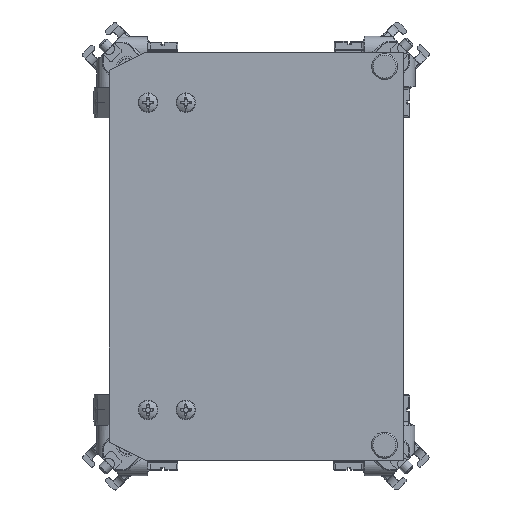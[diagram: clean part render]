
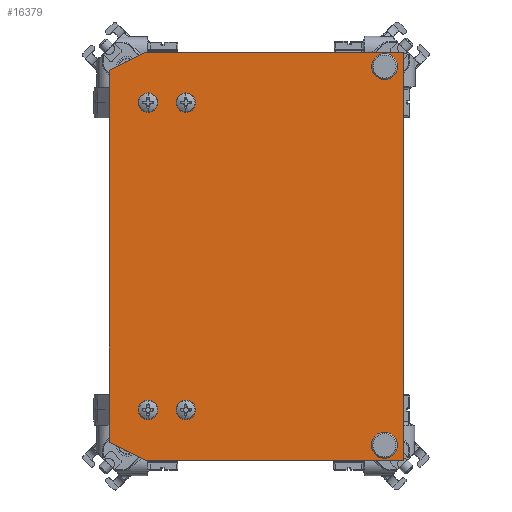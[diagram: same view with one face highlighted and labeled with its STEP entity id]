
A CAD part, top view. The second image highlights one B-rep face of the part: STEP entity #16379.
In plain terms, the highlighted planar face has unit normal (0, 0, 1).
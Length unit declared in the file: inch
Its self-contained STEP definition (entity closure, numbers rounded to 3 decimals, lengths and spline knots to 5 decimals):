
#15796=DIRECTION('',(0.,1.,0.));
#15797=VECTOR('',#15796,0.06253);
#15798=CARTESIAN_POINT('',(2.24373,-3.16127,0.));
#15799=LINE('',#15798,#15797);
#15800=CARTESIAN_POINT('',(2.12,-3.09873,0.));
#15801=DIRECTION('',(0.,0.,1.));
#15802=DIRECTION('',(1.,0.,0.));
#15803=AXIS2_PLACEMENT_3D('',#15800,#15801,#15802);
#15805=DIRECTION('',(0.,-1.,0.));
#15806=VECTOR('',#15805,0.06253);
#15807=CARTESIAN_POINT('',(1.99627,-3.09873,0.));
#15808=LINE('',#15807,#15806);
#15809=CARTESIAN_POINT('',(2.12,-3.16127,0.));
#15810=DIRECTION('',(0.,0.,1.));
#15811=DIRECTION('',(-1.,0.,0.));
#15812=AXIS2_PLACEMENT_3D('',#15809,#15810,#15811);
#15814=DIRECTION('',(0.,1.,0.));
#15815=VECTOR('',#15814,0.06253);
#15816=CARTESIAN_POINT('',(2.24373,3.08873,0.));
#15817=LINE('',#15816,#15815);
#15818=CARTESIAN_POINT('',(2.12,3.15127,0.));
#15819=DIRECTION('',(0.,0.,1.));
#15820=DIRECTION('',(1.,0.,0.));
#15821=AXIS2_PLACEMENT_3D('',#15818,#15819,#15820);
#15823=DIRECTION('',(0.,-1.,0.));
#15824=VECTOR('',#15823,0.06253);
#15825=CARTESIAN_POINT('',(1.99627,3.15127,0.));
#15826=LINE('',#15825,#15824);
#15827=CARTESIAN_POINT('',(2.12,3.08873,0.));
#15828=DIRECTION('',(0.,0.,1.));
#15829=DIRECTION('',(-1.,0.,0.));
#15830=AXIS2_PLACEMENT_3D('',#15827,#15828,#15829);
#15832=DIRECTION('',(0.,1.,0.));
#15833=VECTOR('',#15832,0.047);
#15834=CARTESIAN_POINT('',(-1.6885,-2.5535,0.));
#15835=LINE('',#15834,#15833);
#15836=CARTESIAN_POINT('',(-1.79,-2.5065,0.));
#15837=DIRECTION('',(0.,0.,1.));
#15838=DIRECTION('',(1.,0.,0.));
#15839=AXIS2_PLACEMENT_3D('',#15836,#15837,#15838);
#15841=DIRECTION('',(0.,-1.,0.));
#15842=VECTOR('',#15841,0.047);
#15843=CARTESIAN_POINT('',(-1.8915,-2.5065,0.));
#15844=LINE('',#15843,#15842);
#15845=CARTESIAN_POINT('',(-1.79,-2.5535,0.));
#15846=DIRECTION('',(0.,0.,1.));
#15847=DIRECTION('',(-1.,0.,0.));
#15848=AXIS2_PLACEMENT_3D('',#15845,#15846,#15847);
#15850=DIRECTION('',(0.,1.,0.));
#15851=VECTOR('',#15850,0.047);
#15852=CARTESIAN_POINT('',(-1.0635,-2.5535,0.));
#15853=LINE('',#15852,#15851);
#15854=CARTESIAN_POINT('',(-1.165,-2.5065,0.));
#15855=DIRECTION('',(0.,0.,1.));
#15856=DIRECTION('',(1.,0.,0.));
#15857=AXIS2_PLACEMENT_3D('',#15854,#15855,#15856);
#15859=DIRECTION('',(0.,-1.,0.));
#15860=VECTOR('',#15859,0.047);
#15861=CARTESIAN_POINT('',(-1.2665,-2.5065,0.));
#15862=LINE('',#15861,#15860);
#15863=CARTESIAN_POINT('',(-1.165,-2.5535,0.));
#15864=DIRECTION('',(0.,0.,1.));
#15865=DIRECTION('',(-1.,0.,0.));
#15866=AXIS2_PLACEMENT_3D('',#15863,#15864,#15865);
#15868=DIRECTION('',(0.,1.,0.));
#15869=VECTOR('',#15868,0.047);
#15870=CARTESIAN_POINT('',(-1.6885,2.5065,0.));
#15871=LINE('',#15870,#15869);
#15872=CARTESIAN_POINT('',(-1.79,2.5535,0.));
#15873=DIRECTION('',(0.,0.,1.));
#15874=DIRECTION('',(1.,0.,0.));
#15875=AXIS2_PLACEMENT_3D('',#15872,#15873,#15874);
#15877=DIRECTION('',(0.,-1.,0.));
#15878=VECTOR('',#15877,0.047);
#15879=CARTESIAN_POINT('',(-1.8915,2.5535,0.));
#15880=LINE('',#15879,#15878);
#15881=CARTESIAN_POINT('',(-1.79,2.5065,0.));
#15882=DIRECTION('',(0.,0.,1.));
#15883=DIRECTION('',(-1.,0.,0.));
#15884=AXIS2_PLACEMENT_3D('',#15881,#15882,#15883);
#15886=DIRECTION('',(0.,1.,0.));
#15887=VECTOR('',#15886,0.047);
#15888=CARTESIAN_POINT('',(-1.0635,2.5065,0.));
#15889=LINE('',#15888,#15887);
#15890=CARTESIAN_POINT('',(-1.165,2.5535,0.));
#15891=DIRECTION('',(0.,0.,1.));
#15892=DIRECTION('',(1.,0.,0.));
#15893=AXIS2_PLACEMENT_3D('',#15890,#15891,#15892);
#15895=DIRECTION('',(0.,-1.,0.));
#15896=VECTOR('',#15895,0.047);
#15897=CARTESIAN_POINT('',(-1.2665,2.5535,0.));
#15898=LINE('',#15897,#15896);
#15899=CARTESIAN_POINT('',(-1.165,2.5065,0.));
#15900=DIRECTION('',(0.,0.,1.));
#15901=DIRECTION('',(-1.,0.,0.));
#15902=AXIS2_PLACEMENT_3D('',#15899,#15900,#15901);
#15904=DIRECTION('',(0.894,-0.447,0.));
#15905=VECTOR('',#15904,0.67082);
#15906=CARTESIAN_POINT('',(-2.435,-3.075,0.));
#15907=LINE('',#15906,#15905);
#15908=DIRECTION('',(0.,-1.,0.));
#15909=VECTOR('',#15908,6.15);
#15910=CARTESIAN_POINT('',(-2.435,3.075,0.));
#15911=LINE('',#15910,#15909);
#15912=DIRECTION('',(-0.894,-0.447,0.));
#15913=VECTOR('',#15912,0.67082);
#15914=CARTESIAN_POINT('',(-1.835,3.375,0.));
#15915=LINE('',#15914,#15913);
#15916=DIRECTION('',(-1.,0.,0.));
#15917=VECTOR('',#15916,4.27);
#15918=CARTESIAN_POINT('',(2.435,3.375,0.));
#15919=LINE('',#15918,#15917);
#15920=DIRECTION('',(0.,1.,0.));
#15921=VECTOR('',#15920,6.75);
#15922=CARTESIAN_POINT('',(2.435,-3.375,0.));
#15923=LINE('',#15922,#15921);
#15924=DIRECTION('',(1.,0.,0.));
#15925=VECTOR('',#15924,4.27);
#15926=CARTESIAN_POINT('',(-1.835,-3.375,0.));
#15927=LINE('',#15926,#15925);
#16180=CARTESIAN_POINT('',(2.435,-3.375,0.));
#16181=CARTESIAN_POINT('',(2.435,3.375,0.));
#16182=VERTEX_POINT('',#16180);
#16183=VERTEX_POINT('',#16181);
#16188=CARTESIAN_POINT('',(2.24373,-3.16127,0.));
#16189=CARTESIAN_POINT('',(2.24373,-3.09873,0.));
#16190=VERTEX_POINT('',#16188);
#16191=VERTEX_POINT('',#16189);
#16192=CARTESIAN_POINT('',(1.99627,-3.09873,0.));
#16193=VERTEX_POINT('',#16192);
#16194=CARTESIAN_POINT('',(1.99627,-3.16127,0.));
#16195=VERTEX_POINT('',#16194);
#16196=CARTESIAN_POINT('',(2.24373,3.08873,0.));
#16197=CARTESIAN_POINT('',(2.24373,3.15127,0.));
#16198=VERTEX_POINT('',#16196);
#16199=VERTEX_POINT('',#16197);
#16200=CARTESIAN_POINT('',(1.99627,3.15127,0.));
#16201=VERTEX_POINT('',#16200);
#16202=CARTESIAN_POINT('',(1.99627,3.08873,0.));
#16203=VERTEX_POINT('',#16202);
#16220=CARTESIAN_POINT('',(-1.6885,-2.5535,0.));
#16221=CARTESIAN_POINT('',(-1.6885,-2.5065,0.));
#16222=VERTEX_POINT('',#16220);
#16223=VERTEX_POINT('',#16221);
#16224=CARTESIAN_POINT('',(-1.8915,-2.5065,0.));
#16225=VERTEX_POINT('',#16224);
#16226=CARTESIAN_POINT('',(-1.8915,-2.5535,0.));
#16227=VERTEX_POINT('',#16226);
#16228=CARTESIAN_POINT('',(-1.0635,-2.5535,0.));
#16229=CARTESIAN_POINT('',(-1.0635,-2.5065,0.));
#16230=VERTEX_POINT('',#16228);
#16231=VERTEX_POINT('',#16229);
#16232=CARTESIAN_POINT('',(-1.2665,-2.5065,0.));
#16233=VERTEX_POINT('',#16232);
#16234=CARTESIAN_POINT('',(-1.2665,-2.5535,0.));
#16235=VERTEX_POINT('',#16234);
#16252=CARTESIAN_POINT('',(-1.6885,2.5065,0.));
#16253=CARTESIAN_POINT('',(-1.6885,2.5535,0.));
#16254=VERTEX_POINT('',#16252);
#16255=VERTEX_POINT('',#16253);
#16256=CARTESIAN_POINT('',(-1.8915,2.5535,0.));
#16257=VERTEX_POINT('',#16256);
#16258=CARTESIAN_POINT('',(-1.8915,2.5065,0.));
#16259=VERTEX_POINT('',#16258);
#16260=CARTESIAN_POINT('',(-1.0635,2.5065,0.));
#16261=CARTESIAN_POINT('',(-1.0635,2.5535,0.));
#16262=VERTEX_POINT('',#16260);
#16263=VERTEX_POINT('',#16261);
#16264=CARTESIAN_POINT('',(-1.2665,2.5535,0.));
#16265=VERTEX_POINT('',#16264);
#16266=CARTESIAN_POINT('',(-1.2665,2.5065,0.));
#16267=VERTEX_POINT('',#16266);
#16288=CARTESIAN_POINT('',(-2.435,-3.075,0.));
#16289=VERTEX_POINT('',#16288);
#16290=CARTESIAN_POINT('',(-1.835,-3.375,0.));
#16291=VERTEX_POINT('',#16290);
#16296=CARTESIAN_POINT('',(-1.835,3.375,0.));
#16297=VERTEX_POINT('',#16296);
#16298=CARTESIAN_POINT('',(-2.435,3.075,0.));
#16299=VERTEX_POINT('',#16298);
#16300=CARTESIAN_POINT('',(0.,0.,0.));
#16301=DIRECTION('',(0.,0.,1.));
#16302=DIRECTION('',(1.,0.,0.));
#16303=AXIS2_PLACEMENT_3D('',#16300,#16301,#16302);
#16304=PLANE('',#16303);
#16306=ORIENTED_EDGE('',*,*,#16305,.F.);
#16308=ORIENTED_EDGE('',*,*,#16307,.F.);
#16310=ORIENTED_EDGE('',*,*,#16309,.F.);
#16312=ORIENTED_EDGE('',*,*,#16311,.F.);
#16314=ORIENTED_EDGE('',*,*,#16313,.F.);
#16316=ORIENTED_EDGE('',*,*,#16315,.F.);
#16317=EDGE_LOOP('',(#16306,#16308,#16310,#16312,#16314,#16316));
#16318=FACE_OUTER_BOUND('',#16317,.F.);
#16320=ORIENTED_EDGE('',*,*,#16319,.T.);
#16322=ORIENTED_EDGE('',*,*,#16321,.T.);
#16324=ORIENTED_EDGE('',*,*,#16323,.T.);
#16326=ORIENTED_EDGE('',*,*,#16325,.T.);
#16327=EDGE_LOOP('',(#16320,#16322,#16324,#16326));
#16328=FACE_BOUND('',#16327,.F.);
#16330=ORIENTED_EDGE('',*,*,#16329,.T.);
#16332=ORIENTED_EDGE('',*,*,#16331,.T.);
#16334=ORIENTED_EDGE('',*,*,#16333,.T.);
#16336=ORIENTED_EDGE('',*,*,#16335,.T.);
#16337=EDGE_LOOP('',(#16330,#16332,#16334,#16336));
#16338=FACE_BOUND('',#16337,.F.);
#16340=ORIENTED_EDGE('',*,*,#16339,.T.);
#16342=ORIENTED_EDGE('',*,*,#16341,.T.);
#16344=ORIENTED_EDGE('',*,*,#16343,.T.);
#16346=ORIENTED_EDGE('',*,*,#16345,.T.);
#16347=EDGE_LOOP('',(#16340,#16342,#16344,#16346));
#16348=FACE_BOUND('',#16347,.F.);
#16350=ORIENTED_EDGE('',*,*,#16349,.T.);
#16352=ORIENTED_EDGE('',*,*,#16351,.T.);
#16354=ORIENTED_EDGE('',*,*,#16353,.T.);
#16356=ORIENTED_EDGE('',*,*,#16355,.T.);
#16357=EDGE_LOOP('',(#16350,#16352,#16354,#16356));
#16358=FACE_BOUND('',#16357,.F.);
#16360=ORIENTED_EDGE('',*,*,#16359,.T.);
#16362=ORIENTED_EDGE('',*,*,#16361,.T.);
#16364=ORIENTED_EDGE('',*,*,#16363,.T.);
#16366=ORIENTED_EDGE('',*,*,#16365,.T.);
#16367=EDGE_LOOP('',(#16360,#16362,#16364,#16366));
#16368=FACE_BOUND('',#16367,.F.);
#16370=ORIENTED_EDGE('',*,*,#16369,.T.);
#16372=ORIENTED_EDGE('',*,*,#16371,.T.);
#16374=ORIENTED_EDGE('',*,*,#16373,.T.);
#16376=ORIENTED_EDGE('',*,*,#16375,.T.);
#16377=EDGE_LOOP('',(#16370,#16372,#16374,#16376));
#16378=FACE_BOUND('',#16377,.F.);
#16379=ADVANCED_FACE('',(#16318,#16328,#16338,#16348,#16358,#16368,#16378),
#16304,.T.);
#15804=CIRCLE('',#15803,0.12373);
#15813=CIRCLE('',#15812,0.12373);
#15822=CIRCLE('',#15821,0.12373);
#15831=CIRCLE('',#15830,0.12373);
#15840=CIRCLE('',#15839,0.1015);
#15849=CIRCLE('',#15848,0.1015);
#15858=CIRCLE('',#15857,0.1015);
#15867=CIRCLE('',#15866,0.1015);
#15876=CIRCLE('',#15875,0.1015);
#15885=CIRCLE('',#15884,0.1015);
#15894=CIRCLE('',#15893,0.1015);
#15903=CIRCLE('',#15902,0.1015);
#16305=EDGE_CURVE('',#16289,#16291,#15907,.T.);
#16307=EDGE_CURVE('',#16299,#16289,#15911,.T.);
#16309=EDGE_CURVE('',#16297,#16299,#15915,.T.);
#16311=EDGE_CURVE('',#16183,#16297,#15919,.T.);
#16313=EDGE_CURVE('',#16182,#16183,#15923,.T.);
#16315=EDGE_CURVE('',#16291,#16182,#15927,.T.);
#16319=EDGE_CURVE('',#16198,#16199,#15817,.T.);
#16321=EDGE_CURVE('',#16199,#16201,#15822,.T.);
#16323=EDGE_CURVE('',#16201,#16203,#15826,.T.);
#16325=EDGE_CURVE('',#16203,#16198,#15831,.T.);
#16329=EDGE_CURVE('',#16222,#16223,#15835,.T.);
#16331=EDGE_CURVE('',#16223,#16225,#15840,.T.);
#16333=EDGE_CURVE('',#16225,#16227,#15844,.T.);
#16335=EDGE_CURVE('',#16227,#16222,#15849,.T.);
#16339=EDGE_CURVE('',#16230,#16231,#15853,.T.);
#16341=EDGE_CURVE('',#16231,#16233,#15858,.T.);
#16343=EDGE_CURVE('',#16233,#16235,#15862,.T.);
#16345=EDGE_CURVE('',#16235,#16230,#15867,.T.);
#16349=EDGE_CURVE('',#16254,#16255,#15871,.T.);
#16351=EDGE_CURVE('',#16255,#16257,#15876,.T.);
#16353=EDGE_CURVE('',#16257,#16259,#15880,.T.);
#16355=EDGE_CURVE('',#16259,#16254,#15885,.T.);
#16359=EDGE_CURVE('',#16262,#16263,#15889,.T.);
#16361=EDGE_CURVE('',#16263,#16265,#15894,.T.);
#16363=EDGE_CURVE('',#16265,#16267,#15898,.T.);
#16365=EDGE_CURVE('',#16267,#16262,#15903,.T.);
#16369=EDGE_CURVE('',#16190,#16191,#15799,.T.);
#16371=EDGE_CURVE('',#16191,#16193,#15804,.T.);
#16373=EDGE_CURVE('',#16193,#16195,#15808,.T.);
#16375=EDGE_CURVE('',#16195,#16190,#15813,.T.);
